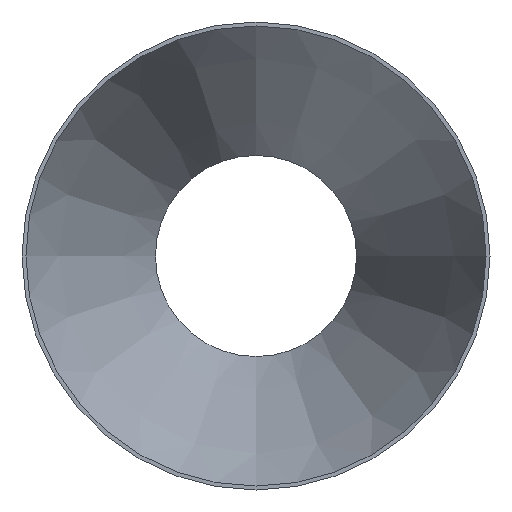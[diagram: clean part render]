
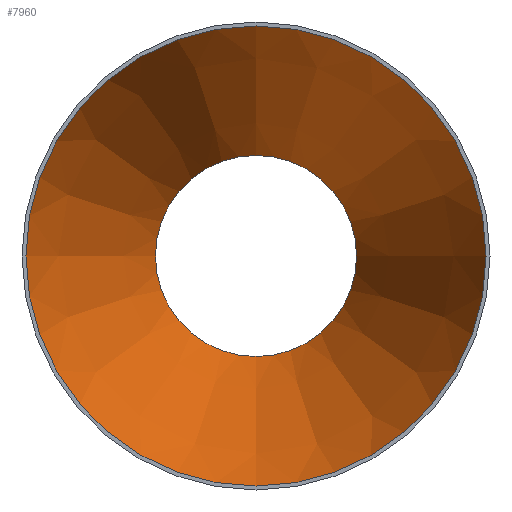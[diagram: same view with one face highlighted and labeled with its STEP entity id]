
A CAD part, front view. The second image highlights one B-rep face of the part: STEP entity #7960.
In plain terms, the highlighted conical face has half-angle 21.704 degrees and reference radius 125.847 mm.
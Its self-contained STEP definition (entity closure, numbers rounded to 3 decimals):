
#283 = CIRCLE ( 'NONE', #5897, 125.847 ) ;
#1549 = VERTEX_POINT ( 'NONE', #6357 ) ;
#2423 = DIRECTION ( 'NONE',  ( 0., 0., -1. ) ) ;
#5408 = FACE_BOUND ( 'NONE', #18087, .T. ) ;
#5897 = AXIS2_PLACEMENT_3D ( 'NONE', #29198, #15144, #24389 ) ;
#6264 = ORIENTED_EDGE ( 'NONE', *, *, #26046, .T. ) ;
#6357 = CARTESIAN_POINT ( 'NONE',  ( 0., 0., -125.847 ) ) ;
#7960 = ADVANCED_FACE ( 'NONE', ( #5408, #10052 ), #20483, .F. ) ;
#8246 = CIRCLE ( 'NONE', #26111, 54.997 ) ;
#8758 = CARTESIAN_POINT ( 'NONE',  ( 0., 178., -54.997 ) ) ;
#10052 = FACE_OUTER_BOUND ( 'NONE', #22003, .T. ) ;
#11464 = VERTEX_POINT ( 'NONE', #8758 ) ;
#13091 = CARTESIAN_POINT ( 'NONE',  ( 0., 0., 0. ) ) ;
#15144 = DIRECTION ( 'NONE',  ( 0., -1., 0. ) ) ;
#15332 = DIRECTION ( 'NONE',  ( 0., -1., 0. ) ) ;
#17930 = AXIS2_PLACEMENT_3D ( 'NONE', #13091, #15332, #22373 ) ;
#18087 = EDGE_LOOP ( 'NONE', ( #31531 ) ) ;
#18711 = EDGE_CURVE ( 'NONE', #11464, #11464, #8246, .T. ) ;
#20483 = CONICAL_SURFACE ( 'NONE', #17930, 125.847, 0.379 ) ;
#22003 = EDGE_LOOP ( 'NONE', ( #6264 ) ) ;
#22373 = DIRECTION ( 'NONE',  ( 0., 0., -1. ) ) ;
#24327 = DIRECTION ( 'NONE',  ( 0., -1., 0. ) ) ;
#24389 = DIRECTION ( 'NONE',  ( 0., 0., -1. ) ) ;
#26046 = EDGE_CURVE ( 'NONE', #1549, #1549, #283, .T. ) ;
#26111 = AXIS2_PLACEMENT_3D ( 'NONE', #31546, #24327, #2423 ) ;
#29198 = CARTESIAN_POINT ( 'NONE',  ( 0., 0., 0. ) ) ;
#31531 = ORIENTED_EDGE ( 'NONE', *, *, #18711, .F. ) ;
#31546 = CARTESIAN_POINT ( 'NONE',  ( 0., 178., 0. ) ) ;
